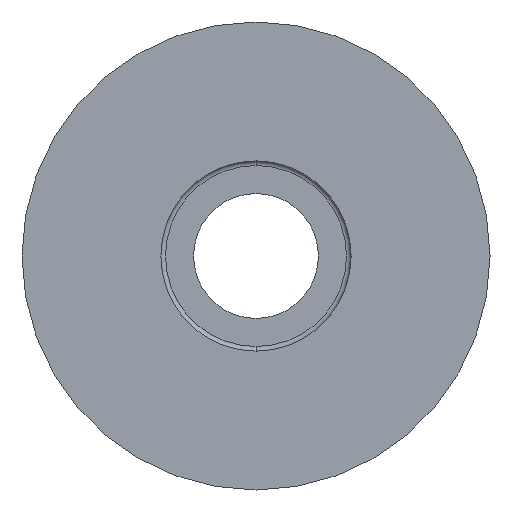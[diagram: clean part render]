
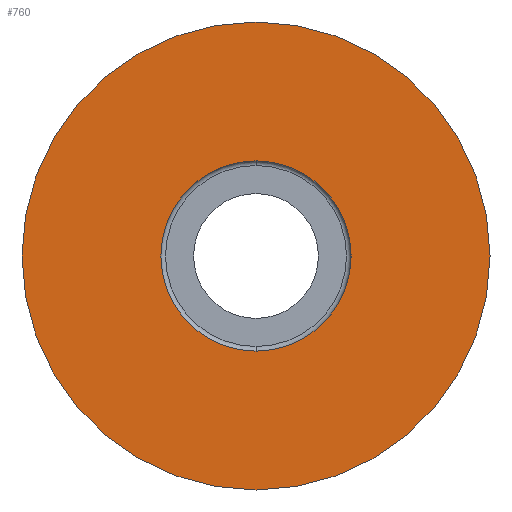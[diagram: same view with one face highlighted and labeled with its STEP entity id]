
A CAD part, front view. The second image highlights one B-rep face of the part: STEP entity #760.
In plain terms, the highlighted planar face has unit normal (0, -1, 0).
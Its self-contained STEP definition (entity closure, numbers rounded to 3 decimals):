
#5 = DIRECTION ( 'NONE',  ( 0., 0., 1. ) ) ;
#7 = CARTESIAN_POINT ( 'NONE',  ( 0., 0., 0. ) ) ;
#35 = VERTEX_POINT ( 'NONE', #1274 ) ;
#119 = DIRECTION ( 'NONE',  ( 0., 1., 0. ) ) ;
#122 = AXIS2_PLACEMENT_3D ( 'NONE', #1613, #807, #5 ) ;
#144 = DIRECTION ( 'NONE',  ( 0., 0., 1. ) ) ;
#146 = PLANE ( 'NONE',  #1370 ) ;
#264 = EDGE_CURVE ( 'NONE', #35, #1211, #1341, .T. ) ;
#295 = DIRECTION ( 'NONE',  ( 0., 1., 0. ) ) ;
#315 = VERTEX_POINT ( 'NONE', #1179 ) ;
#327 = CARTESIAN_POINT ( 'NONE',  ( 0., 0., -6.1 ) ) ;
#339 = AXIS2_PLACEMENT_3D ( 'NONE', #7, #944, #144 ) ;
#458 = ORIENTED_EDGE ( 'NONE', *, *, #264, .T. ) ;
#473 = CIRCLE ( 'NONE', #339, 15. ) ;
#597 = VERTEX_POINT ( 'NONE', #1698 ) ;
#600 = CIRCLE ( 'NONE', #1625, 6.1 ) ;
#684 = EDGE_LOOP ( 'NONE', ( #1438, #969 ) ) ;
#724 = EDGE_CURVE ( 'NONE', #597, #315, #1595, .T. ) ;
#744 = AXIS2_PLACEMENT_3D ( 'NONE', #914, #119, #1051 ) ;
#750 = FACE_OUTER_BOUND ( 'NONE', #684, .T. ) ;
#760 = ADVANCED_FACE ( 'NONE', ( #750, #1424 ), #146, .F. ) ;
#802 = CARTESIAN_POINT ( 'NONE',  ( 0., 0., 0. ) ) ;
#807 = DIRECTION ( 'NONE',  ( 0., 1., 0. ) ) ;
#887 = ORIENTED_EDGE ( 'NONE', *, *, #1563, .T. ) ;
#914 = CARTESIAN_POINT ( 'NONE',  ( 0., 0., 0. ) ) ;
#932 = DIRECTION ( 'NONE',  ( 0., 0., 1. ) ) ;
#942 = EDGE_LOOP ( 'NONE', ( #458, #887 ) ) ;
#944 = DIRECTION ( 'NONE',  ( 0., 1., 0. ) ) ;
#969 = ORIENTED_EDGE ( 'NONE', *, *, #1639, .F. ) ;
#1051 = DIRECTION ( 'NONE',  ( 0., 0., 1. ) ) ;
#1083 = CARTESIAN_POINT ( 'NONE',  ( 0., 0., 0. ) ) ;
#1179 = CARTESIAN_POINT ( 'NONE',  ( 0., 0., -15. ) ) ;
#1211 = VERTEX_POINT ( 'NONE', #327 ) ;
#1217 = DIRECTION ( 'NONE',  ( 0., 0., 1. ) ) ;
#1274 = CARTESIAN_POINT ( 'NONE',  ( 0., 0., 6.1 ) ) ;
#1341 = CIRCLE ( 'NONE', #744, 6.1 ) ;
#1370 = AXIS2_PLACEMENT_3D ( 'NONE', #1083, #295, #1217 ) ;
#1424 = FACE_BOUND ( 'NONE', #942, .T. ) ;
#1438 = ORIENTED_EDGE ( 'NONE', *, *, #724, .F. ) ;
#1563 = EDGE_CURVE ( 'NONE', #1211, #35, #600, .T. ) ;
#1595 = CIRCLE ( 'NONE', #122, 15. ) ;
#1613 = CARTESIAN_POINT ( 'NONE',  ( 0., 0., 0. ) ) ;
#1625 = AXIS2_PLACEMENT_3D ( 'NONE', #802, #1733, #932 ) ;
#1639 = EDGE_CURVE ( 'NONE', #315, #597, #473, .T. ) ;
#1698 = CARTESIAN_POINT ( 'NONE',  ( 0., 0., 15. ) ) ;
#1733 = DIRECTION ( 'NONE',  ( 0., 1., 0. ) ) ;
